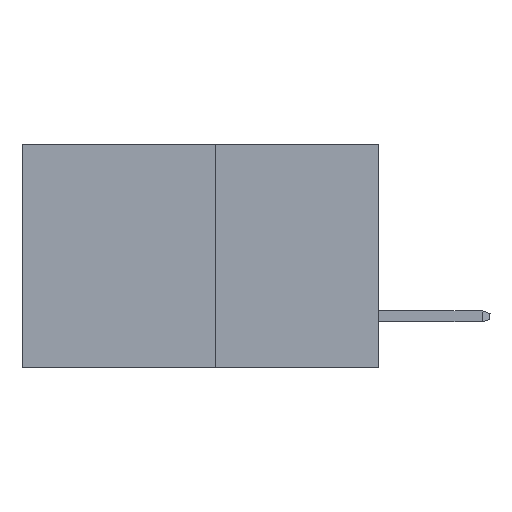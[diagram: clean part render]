
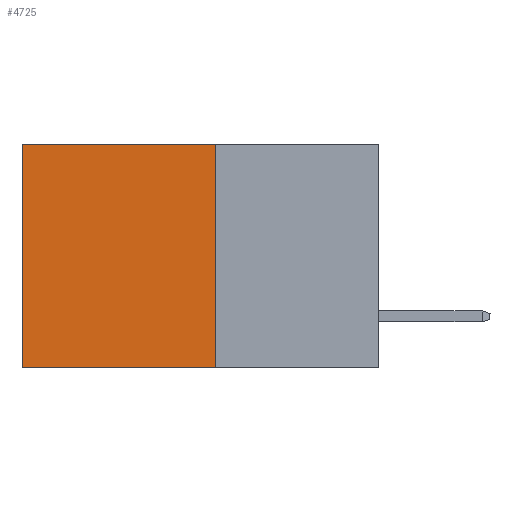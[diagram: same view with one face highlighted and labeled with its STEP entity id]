
A CAD part, left-side view. The second image highlights one B-rep face of the part: STEP entity #4725.
In plain terms, the highlighted planar face has unit normal (-1, 0, 0).
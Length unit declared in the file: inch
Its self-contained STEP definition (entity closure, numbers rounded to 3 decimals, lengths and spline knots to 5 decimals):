
#521 = LINE ( 'NONE', #7977, #2399 ) ;
#544 = CARTESIAN_POINT ( 'NONE',  ( 0.277, 0.27, 0. ) ) ;
#940 = ORIENTED_EDGE ( 'NONE', *, *, #9300, .F. ) ;
#1224 = LINE ( 'NONE', #2506, #4723 ) ;
#1695 = ORIENTED_EDGE ( 'NONE', *, *, #4925, .T. ) ;
#1822 = LINE ( 'NONE', #7975, #7915 ) ;
#1977 = VERTEX_POINT ( 'NONE', #5638 ) ;
#2199 = EDGE_CURVE ( 'NONE', #1977, #8167, #1822, .T. ) ;
#2399 = VECTOR ( 'NONE', #2463, 39.37008 ) ;
#2463 = DIRECTION ( 'NONE',  ( 0., 0., -1. ) ) ;
#2506 = CARTESIAN_POINT ( 'NONE',  ( 0.277, 0.59, -0.37 ) ) ;
#2650 = VECTOR ( 'NONE', #8572, 39.37008 ) ;
#2889 = LINE ( 'NONE', #6970, #2650 ) ;
#3024 = ORIENTED_EDGE ( 'NONE', *, *, #9704, .T. ) ;
#3819 = CARTESIAN_POINT ( 'NONE',  ( 0.277, 0.27, -0.37 ) ) ;
#4629 = DIRECTION ( 'NONE',  ( 1., 0., 0. ) ) ;
#4723 = VECTOR ( 'NONE', #7258, 39.37008 ) ;
#4725 = ADVANCED_FACE ( 'NONE', ( #9562 ), #9352, .F. ) ;
#4772 = VERTEX_POINT ( 'NONE', #8608 ) ;
#4925 = EDGE_CURVE ( 'NONE', #4772, #8167, #1224, .T. ) ;
#5629 = AXIS2_PLACEMENT_3D ( 'NONE', #3819, #4629, #10113 ) ;
#5638 = CARTESIAN_POINT ( 'NONE',  ( 0.277, 0.27, -0.37 ) ) ;
#5830 = CARTESIAN_POINT ( 'NONE',  ( 0.277, 0.59, -0.37 ) ) ;
#6251 = ORIENTED_EDGE ( 'NONE', *, *, #2199, .F. ) ;
#6970 = CARTESIAN_POINT ( 'NONE',  ( 0.277, 0.27, 0. ) ) ;
#7258 = DIRECTION ( 'NONE',  ( 0., 0., -1. ) ) ;
#7915 = VECTOR ( 'NONE', #7951, 39.37008 ) ;
#7951 = DIRECTION ( 'NONE',  ( 0., 1., 0. ) ) ;
#7975 = CARTESIAN_POINT ( 'NONE',  ( 0.277, 0.27, -0.37 ) ) ;
#7977 = CARTESIAN_POINT ( 'NONE',  ( 0.277, 0.27, -0.37 ) ) ;
#8167 = VERTEX_POINT ( 'NONE', #5830 ) ;
#8370 = EDGE_LOOP ( 'NONE', ( #1695, #6251, #940, #3024 ) ) ;
#8572 = DIRECTION ( 'NONE',  ( 0., 1., 0. ) ) ;
#8608 = CARTESIAN_POINT ( 'NONE',  ( 0.277, 0.59, 0. ) ) ;
#9300 = EDGE_CURVE ( 'NONE', #10163, #1977, #521, .T. ) ;
#9352 = PLANE ( 'NONE',  #5629 ) ;
#9562 = FACE_OUTER_BOUND ( 'NONE', #8370, .T. ) ;
#9704 = EDGE_CURVE ( 'NONE', #10163, #4772, #2889, .T. ) ;
#10113 = DIRECTION ( 'NONE',  ( 0., 0., -1. ) ) ;
#10163 = VERTEX_POINT ( 'NONE', #544 ) ;
